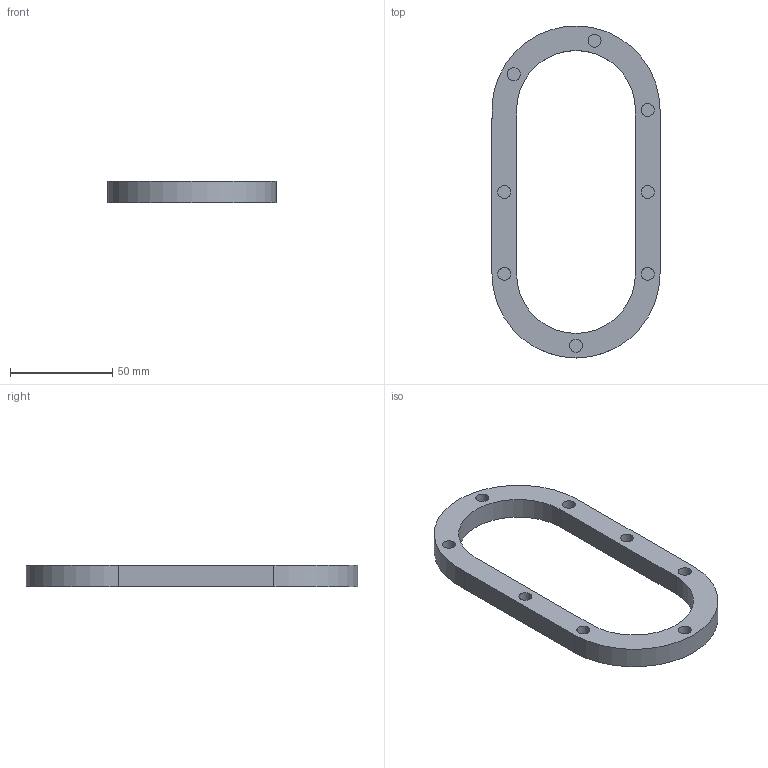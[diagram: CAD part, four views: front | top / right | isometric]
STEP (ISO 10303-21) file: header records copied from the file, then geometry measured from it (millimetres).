
FILE_DESCRIPTION(/* description */ (''),/* implementation_level */ '2;1');
FILE_NAME(/* name */ 'dust_shoe_bottom.step',/* time_stamp */ '2024-02-04T14:07:41+01:00',/* author */ (''),/* organization */ (''),/* preprocessor_version */ 'ST-DEVELOPER v20',/* originating_system */ 'Autodesk Translation Framework v12.14.0.127',/* authorisation */ '');
FILE_SCHEMA (('AUTOMOTIVE_DESIGN { 1 0 10303 214 3 1 1 }'));
Length unit declared in the file: millimetre
Products named in the file (1): dust_shoe_bottom
Bounding box: 82 x 161.97 x 10.5 mm (x, y, z)
Volume: 45621.7 mm3; surface area: 18522.6 mm2
Topology: 1 solids, 1 shells, 27 faces, 51 edges, 34 vertices
Faces by surface type: plane 15, cylinder 12
Full cylindrical faces by diameter (mm): 6.3 x8
Entity records: 726 total; most frequent: DIRECTION 131, CARTESIAN_POINT 113, ORIENTED_EDGE 102, AXIS2_PLACEMENT_3D 52, EDGE_CURVE 51, EDGE_LOOP 37, VERTEX_POINT 34, FACE_OUTER_BOUND 27
